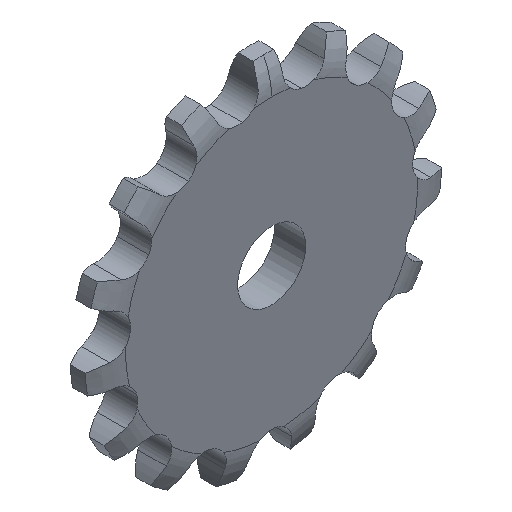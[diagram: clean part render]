
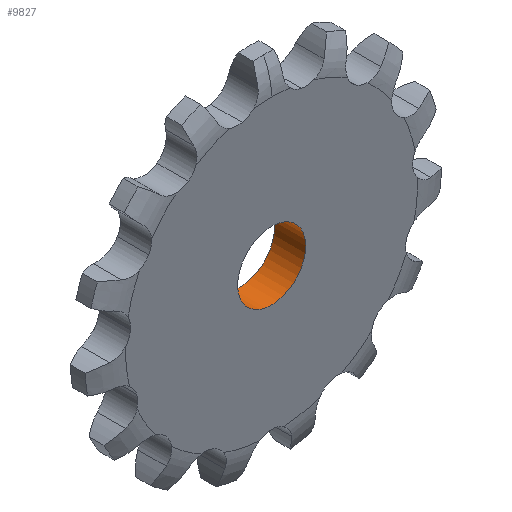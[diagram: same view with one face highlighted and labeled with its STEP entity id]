
A CAD part, isometric view. The second image highlights one B-rep face of the part: STEP entity #9827.
In plain terms, the highlighted cylindrical face has radius 2.5 mm (diameter 5 mm), a full revolution.
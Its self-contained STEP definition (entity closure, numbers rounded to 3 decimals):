
#45 = PLANE('',#46);
#46 = AXIS2_PLACEMENT_3D('',#47,#48,#49);
#47 = CARTESIAN_POINT('',(0.,0.,
    0.));
#48 = DIRECTION('',(0.,1.,0.));
#49 = DIRECTION('',(0.,0.,-1.));
#245 = PLANE('',#246);
#246 = AXIS2_PLACEMENT_3D('',#247,#248,#249);
#247 = CARTESIAN_POINT('',(0.,-2.3,0.)
  );
#248 = DIRECTION('',(0.,-1.,0.));
#249 = DIRECTION('',(0.,0.,1.));
#1822 = EDGE_CURVE('',#1823,#1823,#1825,.T.);
#1823 = VERTEX_POINT('',#1824);
#1824 = CARTESIAN_POINT('',(2.5,0.,0.));
#1825 = SURFACE_CURVE('',#1826,(#1831,#1842),.PCURVE_S1.);
#1826 = CIRCLE('',#1827,2.5);
#1827 = AXIS2_PLACEMENT_3D('',#1828,#1829,#1830);
#1828 = CARTESIAN_POINT('',(0.,0.,0.));
#1829 = DIRECTION('',(0.,-1.,0.));
#1830 = DIRECTION('',(1.,0.,0.));
#1831 = PCURVE('',#45,#1832);
#1832 = DEFINITIONAL_REPRESENTATION('',(#1833),#1841);
#1833 = ( BOUNDED_CURVE() B_SPLINE_CURVE(2,(#1834,#1835,#1836,#1837,
#1838,#1839,#1840),.UNSPECIFIED.,.T.,.F.) B_SPLINE_CURVE_WITH_KNOTS((1,2
    ,2,2,2,1),(-2.094,0.,2.094,4.189,
6.283,8.378),.UNSPECIFIED.) CURVE() 
GEOMETRIC_REPRESENTATION_ITEM() RATIONAL_B_SPLINE_CURVE((1.,0.5,1.,0.5,
1.,0.5,1.)) REPRESENTATION_ITEM('') );
#1834 = CARTESIAN_POINT('',(0.,-2.5));
#1835 = CARTESIAN_POINT('',(-4.33,-2.5));
#1836 = CARTESIAN_POINT('',(-2.165,1.25));
#1837 = CARTESIAN_POINT('',(0.,5.));
#1838 = CARTESIAN_POINT('',(2.165,1.25));
#1839 = CARTESIAN_POINT('',(4.33,-2.5));
#1840 = CARTESIAN_POINT('',(0.,-2.5));
#1841 = ( GEOMETRIC_REPRESENTATION_CONTEXT(2) 
PARAMETRIC_REPRESENTATION_CONTEXT() REPRESENTATION_CONTEXT('2D SPACE',''
  ) );
#1842 = PCURVE('',#1843,#1848);
#1843 = CYLINDRICAL_SURFACE('',#1844,2.5);
#1844 = AXIS2_PLACEMENT_3D('',#1845,#1846,#1847);
#1845 = CARTESIAN_POINT('',(0.,0.,0.));
#1846 = DIRECTION('',(0.,1.,0.));
#1847 = DIRECTION('',(1.,0.,0.));
#1848 = DEFINITIONAL_REPRESENTATION('',(#1849),#1853);
#1849 = LINE('',#1850,#1851);
#1850 = CARTESIAN_POINT('',(-0.,0.));
#1851 = VECTOR('',#1852,1.);
#1852 = DIRECTION('',(-1.,0.));
#1853 = ( GEOMETRIC_REPRESENTATION_CONTEXT(2) 
PARAMETRIC_REPRESENTATION_CONTEXT() REPRESENTATION_CONTEXT('2D SPACE',''
  ) );
#3227 = EDGE_CURVE('',#3228,#3228,#3230,.T.);
#3228 = VERTEX_POINT('',#3229);
#3229 = CARTESIAN_POINT('',(2.5,-2.3,0.));
#3230 = SURFACE_CURVE('',#3231,(#3236,#3247),.PCURVE_S1.);
#3231 = CIRCLE('',#3232,2.5);
#3232 = AXIS2_PLACEMENT_3D('',#3233,#3234,#3235);
#3233 = CARTESIAN_POINT('',(0.,-2.3,0.));
#3234 = DIRECTION('',(-0.,1.,0.));
#3235 = DIRECTION('',(1.,0.,0.));
#3236 = PCURVE('',#245,#3237);
#3237 = DEFINITIONAL_REPRESENTATION('',(#3238),#3246);
#3238 = ( BOUNDED_CURVE() B_SPLINE_CURVE(2,(#3239,#3240,#3241,#3242,
#3243,#3244,#3245),.UNSPECIFIED.,.T.,.F.) B_SPLINE_CURVE_WITH_KNOTS((1,2
    ,2,2,2,1),(-2.094,0.,2.094,4.189,
6.283,8.378),.UNSPECIFIED.) CURVE() 
GEOMETRIC_REPRESENTATION_ITEM() RATIONAL_B_SPLINE_CURVE((1.,0.5,1.,0.5,
1.,0.5,1.)) REPRESENTATION_ITEM('') );
#3239 = CARTESIAN_POINT('',(0.,-2.5));
#3240 = CARTESIAN_POINT('',(-4.33,-2.5));
#3241 = CARTESIAN_POINT('',(-2.165,1.25));
#3242 = CARTESIAN_POINT('',(0.,5.));
#3243 = CARTESIAN_POINT('',(2.165,1.25));
#3244 = CARTESIAN_POINT('',(4.33,-2.5));
#3245 = CARTESIAN_POINT('',(0.,-2.5));
#3246 = ( GEOMETRIC_REPRESENTATION_CONTEXT(2) 
PARAMETRIC_REPRESENTATION_CONTEXT() REPRESENTATION_CONTEXT('2D SPACE',''
  ) );
#3247 = PCURVE('',#1843,#3248);
#3248 = DEFINITIONAL_REPRESENTATION('',(#3249),#3253);
#3249 = LINE('',#3250,#3251);
#3250 = CARTESIAN_POINT('',(-6.283,-2.3));
#3251 = VECTOR('',#3252,1.);
#3252 = DIRECTION('',(1.,-0.));
#3253 = ( GEOMETRIC_REPRESENTATION_CONTEXT(2) 
PARAMETRIC_REPRESENTATION_CONTEXT() REPRESENTATION_CONTEXT('2D SPACE',''
  ) );
#9827 = ADVANCED_FACE('',(#9828),#1843,.F.);
#9828 = FACE_BOUND('',#9829,.T.);
#9829 = EDGE_LOOP('',(#9830,#9831,#9852,#9853));
#9830 = ORIENTED_EDGE('',*,*,#1822,.F.);
#9831 = ORIENTED_EDGE('',*,*,#9832,.T.);
#9832 = EDGE_CURVE('',#1823,#3228,#9833,.T.);
#9833 = SEAM_CURVE('',#9834,(#9838,#9845),.PCURVE_S1.);
#9834 = LINE('',#9835,#9836);
#9835 = CARTESIAN_POINT('',(2.5,0.,0.));
#9836 = VECTOR('',#9837,1.);
#9837 = DIRECTION('',(0.,-1.,0.));
#9838 = PCURVE('',#1843,#9839);
#9839 = DEFINITIONAL_REPRESENTATION('',(#9840),#9844);
#9840 = LINE('',#9841,#9842);
#9841 = CARTESIAN_POINT('',(-6.283,0.));
#9842 = VECTOR('',#9843,1.);
#9843 = DIRECTION('',(-0.,-1.));
#9844 = ( GEOMETRIC_REPRESENTATION_CONTEXT(2) 
PARAMETRIC_REPRESENTATION_CONTEXT() REPRESENTATION_CONTEXT('2D SPACE',''
  ) );
#9845 = PCURVE('',#1843,#9846);
#9846 = DEFINITIONAL_REPRESENTATION('',(#9847),#9851);
#9847 = LINE('',#9848,#9849);
#9848 = CARTESIAN_POINT('',(-0.,0.));
#9849 = VECTOR('',#9850,1.);
#9850 = DIRECTION('',(-0.,-1.));
#9851 = ( GEOMETRIC_REPRESENTATION_CONTEXT(2) 
PARAMETRIC_REPRESENTATION_CONTEXT() REPRESENTATION_CONTEXT('2D SPACE',''
  ) );
#9852 = ORIENTED_EDGE('',*,*,#3227,.F.);
#9853 = ORIENTED_EDGE('',*,*,#9832,.F.);
